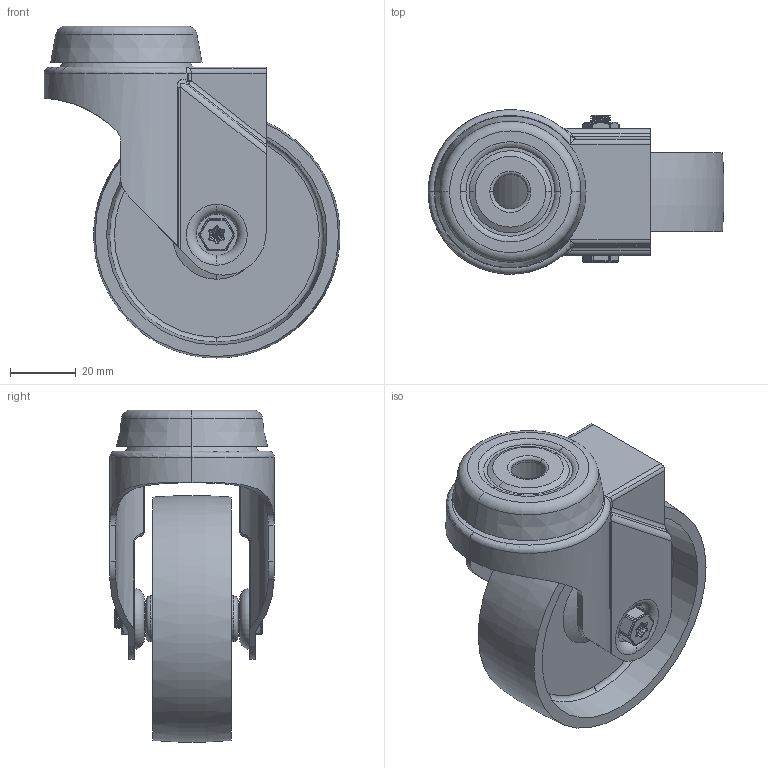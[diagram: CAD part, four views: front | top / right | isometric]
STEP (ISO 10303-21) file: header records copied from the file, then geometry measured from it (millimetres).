
FILE_DESCRIPTION(('STEP AP203'),'1');
FILE_NAME('BZRA75NYBH10.STEP','2023-05-31T09:23:32',(' '),(' '),'Spatial InterOp 3D',' ',' ');
FILE_SCHEMA(('CONFIG_CONTROL_DESIGN'));
Length unit declared in the file: metre
Products named in the file (12): BZRA75ASBH10; ZINC PLATED PRESSED STEEL FORKS; ZINC PLATED PRESSED STEEL HEAD; BZRA75NYBH10; BZL75WNY28; NYLON WHEEL; TUBEM8X30; ZINC PLATED AXLE TUBE; BOLTBZRA6MM; ZINC PLATED AXLE BOLT; NM6GR8HALFGR8; ZINC PLATED LOCKING NUT
Assembly tree (11 placements, depth 3):
  BZRA75NYBH10
    BZRA75ASBH10
      ZINC PLATED PRESSED STEEL FORKS
      ZINC PLATED PRESSED STEEL HEAD
    BZL75WNY28
      NYLON WHEEL
    TUBEM8X30
      ZINC PLATED AXLE TUBE
    BOLTBZRA6MM
      ZINC PLATED AXLE BOLT
    NM6GR8HALFGR8
      ZINC PLATED LOCKING NUT
Bounding box: 89.91 x 50 x 100.94 mm (x, y, z)
Volume: 60042.1 mm3; surface area: 48868.4 mm2
Topology: 6 solids, 6 shells, 386 faces, 965 edges, 597 vertices
Faces by surface type: cylinder 163, torus 76, plane 54, cone 48, bspline 42, sphere 3
Entity records: 31737 total; most frequent: CARTESIAN_POINT 21982, DIRECTION 2002, ORIENTED_EDGE 1910, EDGE_CURVE 955, AXIS2_PLACEMENT_3D 870, VERTEX_POINT 597, CIRCLE 491, EDGE_LOOP 416
